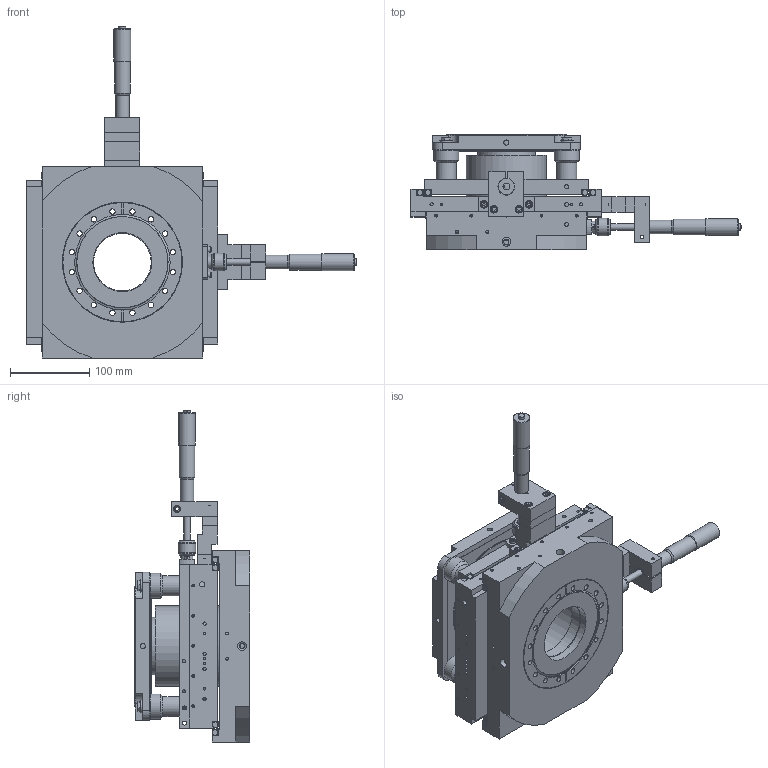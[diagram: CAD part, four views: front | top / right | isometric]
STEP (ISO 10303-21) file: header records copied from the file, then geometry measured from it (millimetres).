
FILE_DESCRIPTION (( 'STEP AP214' ), '1' );
FILE_NAME ('MC2000-2.3, TAPPED METRIC, SMALL METRIC MICSb.STEP', '2020-05-12T16:00:58', ( 'gstephens' ), ( 'Microsoft' ), 'SwSTEP 2.0', 'SolidWorks 2018', '' );
FILE_SCHEMA (( 'AUTOMOTIVE_DESIGN' ));
Length unit declared in the file: inch
Products named in the file (1): MC2000-2.3, TAPPED METRIC, SMALL METRIC MICSb
Bounding box: 417.27 x 146.05 x 419.75 mm (x, y, z)
Surface area: 580649.9 mm2 (no closed solid volume)
Topology: 0 solids, 119 shells, 824 faces, 2574 edges, 1838 vertices
Faces by surface type: plane 478, cylinder 250, cone 85, sphere 6, torus 5
Full cylindrical faces by diameter (mm): 1.854 x2, 3.2 x7, 3.454 x14, 4.039 x17, 4.648 x24, 5.105 x7, 6.528 x6, 6.579 x30, 6.8 x16, 6.858 x4, 7.925 x7, 8 x16, 8.001 x2, 8.433 x16, 8.636 x2, 9.525 x10, 11.112 x4, 11.43 x2, 13 x2, 15.24 x2, 15.875 x4, 17.145 x2, 19.888 x2, 21.412 x2, 21.59 x4, 22.225 x2, 25.4 x4, 31.75 x4, 72.898 x2, 74.625 x2
Entity records: 38597 total; most frequent: CARTESIAN_POINT 5958, DIRECTION 4583, ORIENTED_EDGE 3331, EDGE_CURVE 2205, VERTEX_POINT 1788, AXIS2_PLACEMENT_3D 1629, EDGE_LOOP 1532, LINE 1325
